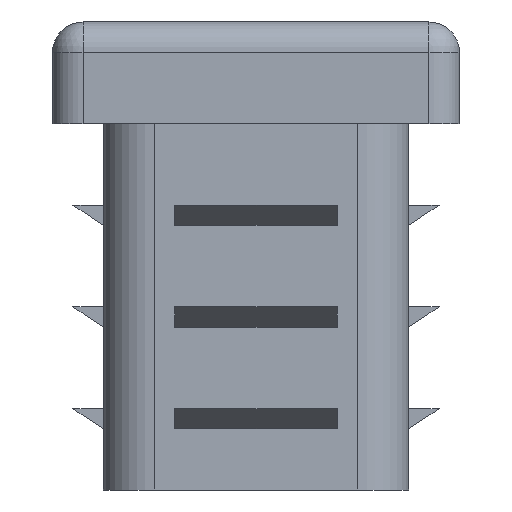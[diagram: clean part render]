
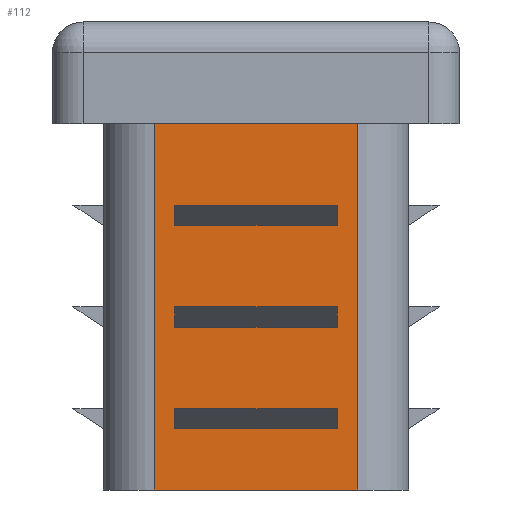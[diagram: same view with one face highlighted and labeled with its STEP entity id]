
A CAD part, left-side view. The second image highlights one B-rep face of the part: STEP entity #112.
In plain terms, the highlighted planar face has unit normal (-1, 0, 0).
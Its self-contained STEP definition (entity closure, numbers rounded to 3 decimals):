
#112 = ADVANCED_FACE( '', ( #299, #300, #301, #302 ), #303, .F. );
#299 = FACE_BOUND( '', #572, .T. );
#300 = FACE_BOUND( '', #573, .T. );
#301 = FACE_BOUND( '', #574, .T. );
#302 = FACE_OUTER_BOUND( '', #575, .T. );
#303 = PLANE( '', #576 );
#572 = EDGE_LOOP( '', ( #848, #849, #850, #851 ) );
#573 = EDGE_LOOP( '', ( #852, #853, #854, #855 ) );
#574 = EDGE_LOOP( '', ( #856, #857, #858, #859 ) );
#575 = EDGE_LOOP( '', ( #860, #861, #862, #863 ) );
#576 = AXIS2_PLACEMENT_3D( '', #864, #865, #866 );
#848 = ORIENTED_EDGE( '', *, *, #1562, .F. );
#849 = ORIENTED_EDGE( '', *, *, #1563, .F. );
#850 = ORIENTED_EDGE( '', *, *, #1564, .T. );
#851 = ORIENTED_EDGE( '', *, *, #1565, .T. );
#852 = ORIENTED_EDGE( '', *, *, #1566, .F. );
#853 = ORIENTED_EDGE( '', *, *, #1567, .F. );
#854 = ORIENTED_EDGE( '', *, *, #1568, .T. );
#855 = ORIENTED_EDGE( '', *, *, #1569, .T. );
#856 = ORIENTED_EDGE( '', *, *, #1570, .F. );
#857 = ORIENTED_EDGE( '', *, *, #1571, .F. );
#858 = ORIENTED_EDGE( '', *, *, #1572, .T. );
#859 = ORIENTED_EDGE( '', *, *, #1573, .T. );
#860 = ORIENTED_EDGE( '', *, *, #1574, .F. );
#861 = ORIENTED_EDGE( '', *, *, #1575, .T. );
#862 = ORIENTED_EDGE( '', *, *, #1576, .T. );
#863 = ORIENTED_EDGE( '', *, *, #1577, .T. );
#864 = CARTESIAN_POINT( '', ( -37.5, 7.5, 18. ) );
#865 = DIRECTION( '', ( 1., 0., 0. ) );
#866 = DIRECTION( '', ( 0., 1., 0. ) );
#1562 = EDGE_CURVE( '', #1845, #1846, #1847, .T. );
#1563 = EDGE_CURVE( '', #1848, #1845, #1849, .T. );
#1564 = EDGE_CURVE( '', #1848, #1850, #1851, .T. );
#1565 = EDGE_CURVE( '', #1850, #1846, #1852, .T. );
#1566 = EDGE_CURVE( '', #1853, #1854, #1855, .T. );
#1567 = EDGE_CURVE( '', #1856, #1853, #1857, .T. );
#1568 = EDGE_CURVE( '', #1856, #1858, #1859, .T. );
#1569 = EDGE_CURVE( '', #1858, #1854, #1860, .T. );
#1570 = EDGE_CURVE( '', #1861, #1862, #1863, .T. );
#1571 = EDGE_CURVE( '', #1864, #1861, #1865, .T. );
#1572 = EDGE_CURVE( '', #1864, #1866, #1867, .T. );
#1573 = EDGE_CURVE( '', #1866, #1862, #1868, .T. );
#1574 = EDGE_CURVE( '', #1869, #1870, #1871, .T. );
#1575 = EDGE_CURVE( '', #1869, #1872, #1873, .T. );
#1576 = EDGE_CURVE( '', #1872, #1874, #1875, .T. );
#1577 = EDGE_CURVE( '', #1874, #1870, #1876, .F. );
#1845 = VERTEX_POINT( '', #2250 );
#1846 = VERTEX_POINT( '', #2251 );
#1847 = LINE( '', #2252, #2253 );
#1848 = VERTEX_POINT( '', #2254 );
#1849 = LINE( '', #2255, #2256 );
#1850 = VERTEX_POINT( '', #2257 );
#1851 = LINE( '', #2258, #2259 );
#1852 = LINE( '', #2260, #2261 );
#1853 = VERTEX_POINT( '', #2262 );
#1854 = VERTEX_POINT( '', #2263 );
#1855 = LINE( '', #2264, #2265 );
#1856 = VERTEX_POINT( '', #2266 );
#1857 = LINE( '', #2267, #2268 );
#1858 = VERTEX_POINT( '', #2269 );
#1859 = LINE( '', #2270, #2271 );
#1860 = LINE( '', #2272, #2273 );
#1861 = VERTEX_POINT( '', #2274 );
#1862 = VERTEX_POINT( '', #2275 );
#1863 = LINE( '', #2276, #2277 );
#1864 = VERTEX_POINT( '', #2278 );
#1865 = LINE( '', #2279, #2280 );
#1866 = VERTEX_POINT( '', #2281 );
#1867 = LINE( '', #2282, #2283 );
#1868 = LINE( '', #2284, #2285 );
#1869 = VERTEX_POINT( '', #2286 );
#1870 = VERTEX_POINT( '', #2287 );
#1871 = LINE( '', #2288, #2289 );
#1872 = VERTEX_POINT( '', #2290 );
#1873 = LINE( '', #2291, #2292 );
#1874 = VERTEX_POINT( '', #2293 );
#1875 = LINE( '', #2294, #2295 );
#1876 = LINE( '', #2296, #2297 );
#2250 = CARTESIAN_POINT( '', ( -37.5, -4., 4. ) );
#2251 = CARTESIAN_POINT( '', ( -37.5, 4., 4. ) );
#2252 = CARTESIAN_POINT( '', ( -37.5, -4., 4. ) );
#2253 = VECTOR( '', #2799, 1000. );
#2254 = CARTESIAN_POINT( '', ( -37.5, -4., 3. ) );
#2255 = CARTESIAN_POINT( '', ( -37.5, -4., 3. ) );
#2256 = VECTOR( '', #2800, 1000. );
#2257 = CARTESIAN_POINT( '', ( -37.5, 4., 3. ) );
#2258 = CARTESIAN_POINT( '', ( -37.5, -4., 3. ) );
#2259 = VECTOR( '', #2801, 1000. );
#2260 = CARTESIAN_POINT( '', ( -37.5, 4., 3. ) );
#2261 = VECTOR( '', #2802, 1000. );
#2262 = CARTESIAN_POINT( '', ( -37.5, -4., 9. ) );
#2263 = CARTESIAN_POINT( '', ( -37.5, 4., 9. ) );
#2264 = CARTESIAN_POINT( '', ( -37.5, -4., 9. ) );
#2265 = VECTOR( '', #2803, 1000. );
#2266 = CARTESIAN_POINT( '', ( -37.5, -4., 8. ) );
#2267 = CARTESIAN_POINT( '', ( -37.5, -4., 8. ) );
#2268 = VECTOR( '', #2804, 1000. );
#2269 = CARTESIAN_POINT( '', ( -37.5, 4., 8. ) );
#2270 = CARTESIAN_POINT( '', ( -37.5, -4., 8. ) );
#2271 = VECTOR( '', #2805, 1000. );
#2272 = CARTESIAN_POINT( '', ( -37.5, 4., 8. ) );
#2273 = VECTOR( '', #2806, 1000. );
#2274 = CARTESIAN_POINT( '', ( -37.5, -4., 14. ) );
#2275 = CARTESIAN_POINT( '', ( -37.5, 4., 14. ) );
#2276 = CARTESIAN_POINT( '', ( -37.5, -4., 14. ) );
#2277 = VECTOR( '', #2807, 1000. );
#2278 = CARTESIAN_POINT( '', ( -37.5, -4., 13. ) );
#2279 = CARTESIAN_POINT( '', ( -37.5, -4., 13. ) );
#2280 = VECTOR( '', #2808, 1000. );
#2281 = CARTESIAN_POINT( '', ( -37.5, 4., 13. ) );
#2282 = CARTESIAN_POINT( '', ( -37.5, -4., 13. ) );
#2283 = VECTOR( '', #2809, 1000. );
#2284 = CARTESIAN_POINT( '', ( -37.5, 4., 13. ) );
#2285 = VECTOR( '', #2810, 1000. );
#2286 = CARTESIAN_POINT( '', ( -37.5, 5., 18. ) );
#2287 = CARTESIAN_POINT( '', ( -37.5, -5., 18. ) );
#2288 = CARTESIAN_POINT( '', ( -37.5, 7.5, 18. ) );
#2289 = VECTOR( '', #2811, 1000. );
#2290 = CARTESIAN_POINT( '', ( -37.5, 5., 0. ) );
#2291 = CARTESIAN_POINT( '', ( -37.5, 5., 18. ) );
#2292 = VECTOR( '', #2812, 1000. );
#2293 = CARTESIAN_POINT( '', ( -37.5, -5., 0. ) );
#2294 = CARTESIAN_POINT( '', ( -37.5, 7.5, 0. ) );
#2295 = VECTOR( '', #2813, 1000. );
#2296 = CARTESIAN_POINT( '', ( -37.5, -5., 18. ) );
#2297 = VECTOR( '', #2814, 1000. );
#2799 = DIRECTION( '', ( 0., 1., 0. ) );
#2800 = DIRECTION( '', ( 0., 0., 1. ) );
#2801 = DIRECTION( '', ( 0., 1., 0. ) );
#2802 = DIRECTION( '', ( 0., 0., 1. ) );
#2803 = DIRECTION( '', ( 0., 1., 0. ) );
#2804 = DIRECTION( '', ( 0., 0., 1. ) );
#2805 = DIRECTION( '', ( 0., 1., 0. ) );
#2806 = DIRECTION( '', ( 0., 0., 1. ) );
#2807 = DIRECTION( '', ( 0., 1., 0. ) );
#2808 = DIRECTION( '', ( 0., 0., 1. ) );
#2809 = DIRECTION( '', ( 0., 1., 0. ) );
#2810 = DIRECTION( '', ( 0., 0., 1. ) );
#2811 = DIRECTION( '', ( 0., -1., 0. ) );
#2812 = DIRECTION( '', ( 0., 0., -1. ) );
#2813 = DIRECTION( '', ( 0., -1., 0. ) );
#2814 = DIRECTION( '', ( 0., 0., -1. ) );
